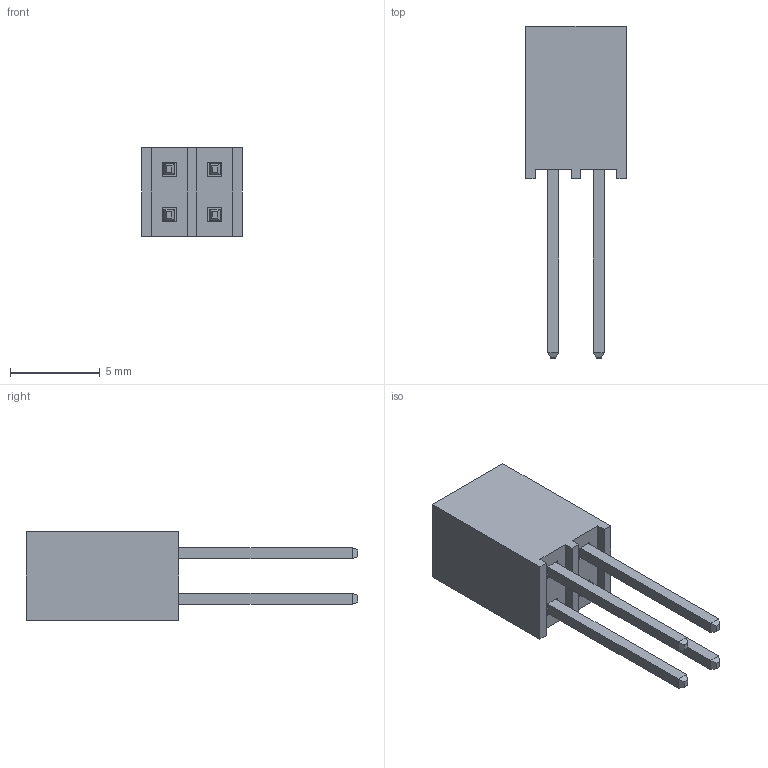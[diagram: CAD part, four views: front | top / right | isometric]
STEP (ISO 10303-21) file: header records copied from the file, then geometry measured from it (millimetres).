
FILE_DESCRIPTION( ( 'STEP AP203' ), '1' );
FILE_NAME( 'SSQ-102-03-G-D.stp', '2021-05-10T10:39:06', ( 'License CC BY-ND 4.0' ), ( 'CADENAS' ), ' ', 'PARTsolutions', ' ' );
FILE_SCHEMA( ( 'CONFIG_CONTROL_DESIGN' ) );
Length unit declared in the file: inch
Products named in the file (3): SSQ-102-03-G-D; _T1SSQ-102-03-G-D; _P2SSQ-102-03-G-D
Assembly tree (2 placements, depth 2):
  SSQ-102-03-G-D
    _T1SSQ-102-03-G-D
    _P2SSQ-102-03-G-D
Bounding box: 5.59 x 18.52 x 4.95 mm (x, y, z)
Volume: 224.5 mm3; surface area: 474.4 mm2
Topology: 2 solids, 2 shells, 72 faces, 192 edges, 128 vertices
Faces by surface type: plane 72
Entity records: 2320 total; most frequent: CARTESIAN_POINT 395, ORIENTED_EDGE 384, DIRECTION 342, EDGE_CURVE 192, LINE 192, VECTOR 192, VERTEX_POINT 128, EDGE_LOOP 84
